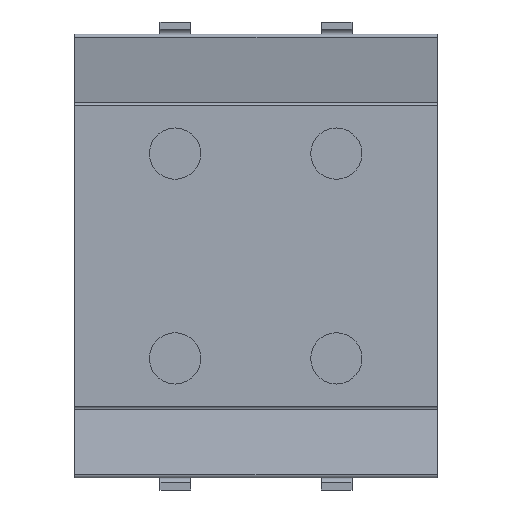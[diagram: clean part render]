
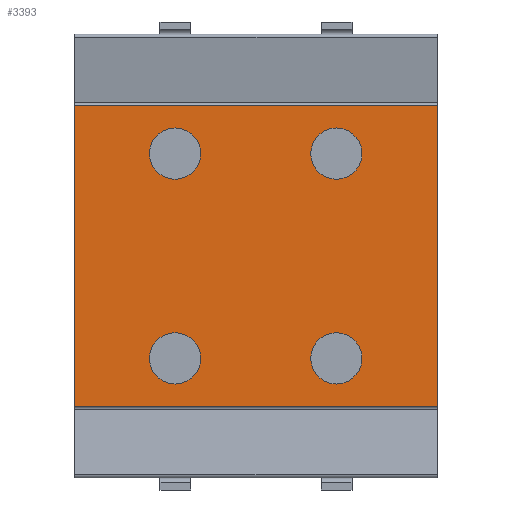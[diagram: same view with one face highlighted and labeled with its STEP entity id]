
A CAD part, front view. The second image highlights one B-rep face of the part: STEP entity #3393.
In plain terms, the highlighted planar face has unit normal (0, -1, 0).
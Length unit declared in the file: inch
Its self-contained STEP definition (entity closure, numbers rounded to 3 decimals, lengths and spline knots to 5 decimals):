
#151=DIRECTION('',(0.,0.,-1.));
#152=VECTOR('',#151,0.293);
#153=CARTESIAN_POINT('',(-0.177,-0.058,0.1465));
#154=LINE('',#153,#152);
#352=DIRECTION('',(0.,0.,-1.));
#353=VECTOR('',#352,0.293);
#354=CARTESIAN_POINT('',(0.177,-0.058,0.1465));
#355=LINE('',#354,#353);
#1359=DIRECTION('',(1.,0.,0.));
#1360=VECTOR('',#1359,0.354);
#1361=CARTESIAN_POINT('',(-0.177,-0.058,-0.1465));
#1362=LINE('',#1361,#1360);
#1366=DIRECTION('',(1.,0.,0.));
#1367=VECTOR('',#1366,0.354);
#1368=CARTESIAN_POINT('',(-0.177,-0.058,0.1465));
#1369=LINE('',#1368,#1367);
#1373=CARTESIAN_POINT('',(-0.079,-0.058,-0.1));
#1374=DIRECTION('',(0.,1.,0.));
#1375=DIRECTION('',(-1.,0.,0.));
#1376=AXIS2_PLACEMENT_3D('',#1373,#1374,#1375);
#1381=CARTESIAN_POINT('',(-0.079,-0.058,-0.1));
#1382=DIRECTION('',(0.,1.,0.));
#1383=DIRECTION('',(1.,0.,0.));
#1384=AXIS2_PLACEMENT_3D('',#1381,#1382,#1383);
#1389=CARTESIAN_POINT('',(-0.079,-0.058,0.1));
#1390=DIRECTION('',(0.,1.,0.));
#1391=DIRECTION('',(-1.,0.,0.));
#1392=AXIS2_PLACEMENT_3D('',#1389,#1390,#1391);
#1397=CARTESIAN_POINT('',(-0.079,-0.058,0.1));
#1398=DIRECTION('',(0.,1.,0.));
#1399=DIRECTION('',(1.,0.,0.));
#1400=AXIS2_PLACEMENT_3D('',#1397,#1398,#1399);
#1405=CARTESIAN_POINT('',(0.0785,-0.058,-0.1));
#1406=DIRECTION('',(0.,1.,0.));
#1407=DIRECTION('',(-1.,0.,0.));
#1408=AXIS2_PLACEMENT_3D('',#1405,#1406,#1407);
#1413=CARTESIAN_POINT('',(0.0785,-0.058,-0.1));
#1414=DIRECTION('',(0.,1.,0.));
#1415=DIRECTION('',(1.,0.,0.));
#1416=AXIS2_PLACEMENT_3D('',#1413,#1414,#1415);
#1421=CARTESIAN_POINT('',(0.0785,-0.058,0.1));
#1422=DIRECTION('',(0.,1.,0.));
#1423=DIRECTION('',(-1.,0.,0.));
#1424=AXIS2_PLACEMENT_3D('',#1421,#1422,#1423);
#1429=CARTESIAN_POINT('',(0.0785,-0.058,0.1));
#1430=DIRECTION('',(0.,1.,0.));
#1431=DIRECTION('',(1.,0.,0.));
#1432=AXIS2_PLACEMENT_3D('',#1429,#1430,#1431);
#1771=CARTESIAN_POINT('',(-0.177,-0.058,0.1465));
#1773=VERTEX_POINT('',#1771);
#1777=CARTESIAN_POINT('',(0.177,-0.058,0.1465));
#1779=VERTEX_POINT('',#1777);
#1787=CARTESIAN_POINT('',(-0.177,-0.058,-0.1465));
#1788=VERTEX_POINT('',#1787);
#1793=CARTESIAN_POINT('',(0.177,-0.058,-0.1465));
#1794=VERTEX_POINT('',#1793);
#1795=CARTESIAN_POINT('',(-0.104,-0.058,-0.1));
#1796=CARTESIAN_POINT('',(-0.054,-0.058,-0.1));
#1797=VERTEX_POINT('',#1795);
#1798=VERTEX_POINT('',#1796);
#1799=CARTESIAN_POINT('',(-0.104,-0.058,0.1));
#1800=CARTESIAN_POINT('',(-0.054,-0.058,0.1));
#1801=VERTEX_POINT('',#1799);
#1802=VERTEX_POINT('',#1800);
#1803=CARTESIAN_POINT('',(0.0535,-0.058,-0.1));
#1804=CARTESIAN_POINT('',(0.1035,-0.058,-0.1));
#1805=VERTEX_POINT('',#1803);
#1806=VERTEX_POINT('',#1804);
#1807=CARTESIAN_POINT('',(0.0535,-0.058,0.1));
#1808=CARTESIAN_POINT('',(0.1035,-0.058,0.1));
#1809=VERTEX_POINT('',#1807);
#1810=VERTEX_POINT('',#1808);
#3357=CARTESIAN_POINT('',(-0.177,-0.058,0.2165));
#3358=DIRECTION('',(0.,-1.,0.));
#3359=DIRECTION('',(0.,0.,-1.));
#3360=AXIS2_PLACEMENT_3D('',#3357,#3358,#3359);
#3361=PLANE('',#3360);
#3362=ORIENTED_EDGE('',*,*,#3350,.F.);
#3363=ORIENTED_EDGE('',*,*,#2184,.F.);
#3365=ORIENTED_EDGE('',*,*,#3364,.T.);
#3366=ORIENTED_EDGE('',*,*,#2258,.T.);
#3367=EDGE_LOOP('',(#3362,#3363,#3365,#3366));
#3368=FACE_OUTER_BOUND('',#3367,.F.);
#3370=ORIENTED_EDGE('',*,*,#3369,.F.);
#3372=ORIENTED_EDGE('',*,*,#3371,.F.);
#3373=EDGE_LOOP('',(#3370,#3372));
#3374=FACE_BOUND('',#3373,.F.);
#3376=ORIENTED_EDGE('',*,*,#3375,.F.);
#3378=ORIENTED_EDGE('',*,*,#3377,.F.);
#3379=EDGE_LOOP('',(#3376,#3378));
#3380=FACE_BOUND('',#3379,.F.);
#3382=ORIENTED_EDGE('',*,*,#3381,.F.);
#3384=ORIENTED_EDGE('',*,*,#3383,.F.);
#3385=EDGE_LOOP('',(#3382,#3384));
#3386=FACE_BOUND('',#3385,.F.);
#3388=ORIENTED_EDGE('',*,*,#3387,.F.);
#3390=ORIENTED_EDGE('',*,*,#3389,.F.);
#3391=EDGE_LOOP('',(#3388,#3390));
#3392=FACE_BOUND('',#3391,.F.);
#1377=CIRCLE('',#1376,0.025);
#1385=CIRCLE('',#1384,0.025);
#1393=CIRCLE('',#1392,0.025);
#1401=CIRCLE('',#1400,0.025);
#1409=CIRCLE('',#1408,0.025);
#1417=CIRCLE('',#1416,0.025);
#1425=CIRCLE('',#1424,0.025);
#1433=CIRCLE('',#1432,0.025);
#2184=EDGE_CURVE('',#1773,#1788,#154,.T.);
#2258=EDGE_CURVE('',#1779,#1794,#355,.T.);
#3350=EDGE_CURVE('',#1788,#1794,#1362,.T.);
#3364=EDGE_CURVE('',#1773,#1779,#1369,.T.);
#3369=EDGE_CURVE('',#1797,#1798,#1377,.T.);
#3371=EDGE_CURVE('',#1798,#1797,#1385,.T.);
#3375=EDGE_CURVE('',#1801,#1802,#1393,.T.);
#3377=EDGE_CURVE('',#1802,#1801,#1401,.T.);
#3381=EDGE_CURVE('',#1805,#1806,#1409,.T.);
#3383=EDGE_CURVE('',#1806,#1805,#1417,.T.);
#3387=EDGE_CURVE('',#1809,#1810,#1425,.T.);
#3389=EDGE_CURVE('',#1810,#1809,#1433,.T.);
#3393=ADVANCED_FACE('',(#3368,#3374,#3380,#3386,#3392),#3361,.T.);
